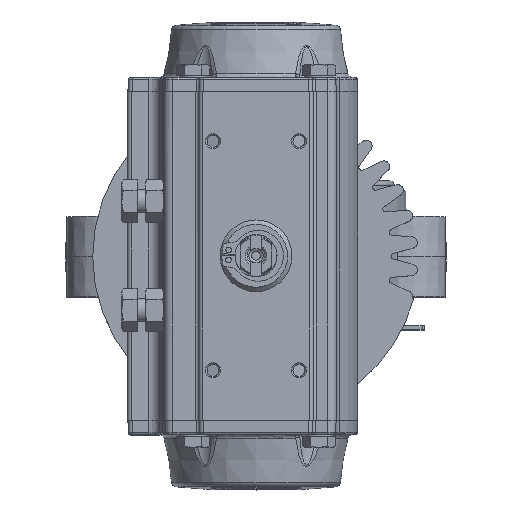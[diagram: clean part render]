
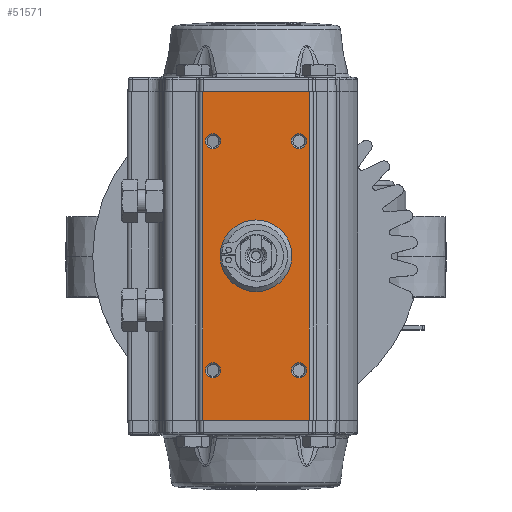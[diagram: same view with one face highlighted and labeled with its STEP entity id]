
A CAD part, top view. The second image highlights one B-rep face of the part: STEP entity #51571.
In plain terms, the highlighted planar face has unit normal (0, 0, 1).
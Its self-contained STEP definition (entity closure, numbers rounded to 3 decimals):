
#4084=CARTESIAN_POINT('',(12.5,0.,224.5));
#4085=VERTEX_POINT('',#4084);
#4086=CARTESIAN_POINT('',(0.,0.,224.5));
#4087=DIRECTION('',(0.0,0.0,-1.0));
#4088=DIRECTION('',(1.0,0.0,0.0));
#4089=AXIS2_PLACEMENT_3D('',#4086,#4087,#4088);
#4090=CIRCLE('',#4089,12.5);
#4091=EDGE_CURVE('',#4085,#4085,#4090,.T.);
#4123=CARTESIAN_POINT('',(15.,-37.35,224.5));
#4124=VERTEX_POINT('',#4123);
#4125=CARTESIAN_POINT('',(15.,-40.,224.5));
#4126=DIRECTION('',(0.0,0.0,-1.0));
#4127=DIRECTION('',(0.0,1.0,0.0));
#4128=AXIS2_PLACEMENT_3D('',#4125,#4126,#4127);
#4129=CIRCLE('',#4128,2.65);
#4130=EDGE_CURVE('',#4124,#4124,#4129,.T.);
#4151=CARTESIAN_POINT('',(-15.,-37.35,224.5));
#4152=VERTEX_POINT('',#4151);
#4153=CARTESIAN_POINT('',(-15.,-40.,224.5));
#4154=DIRECTION('',(0.0,0.0,-1.0));
#4155=DIRECTION('',(0.0,1.0,0.0));
#4156=AXIS2_PLACEMENT_3D('',#4153,#4154,#4155);
#4157=CIRCLE('',#4156,2.65);
#4158=EDGE_CURVE('',#4152,#4152,#4157,.T.);
#4179=CARTESIAN_POINT('',(-15.,42.65,224.5));
#4180=VERTEX_POINT('',#4179);
#4181=CARTESIAN_POINT('',(-15.,40.,224.5));
#4182=DIRECTION('',(0.0,0.0,-1.0));
#4183=DIRECTION('',(0.0,1.0,0.0));
#4184=AXIS2_PLACEMENT_3D('',#4181,#4182,#4183);
#4185=CIRCLE('',#4184,2.65);
#4186=EDGE_CURVE('',#4180,#4180,#4185,.T.);
#4207=CARTESIAN_POINT('',(15.,42.65,224.5));
#4208=VERTEX_POINT('',#4207);
#4209=CARTESIAN_POINT('',(15.,40.,224.5));
#4210=DIRECTION('',(0.0,0.0,-1.0));
#4211=DIRECTION('',(0.0,1.0,0.0));
#4212=AXIS2_PLACEMENT_3D('',#4209,#4210,#4211);
#4213=CIRCLE('',#4212,2.65);
#4214=EDGE_CURVE('',#4208,#4208,#4213,.T.);
#43805=CARTESIAN_POINT('',(-18.5,57.4,224.5));
#43806=VERTEX_POINT('',#43805);
#43814=CARTESIAN_POINT('',(18.5,57.4,224.5));
#43815=VERTEX_POINT('',#43814);
#43816=CARTESIAN_POINT('',(18.5,57.4,224.5));
#43817=DIRECTION('',(-1.0,0.0,0.0));
#43818=VECTOR('',#43817,37.0);
#43819=LINE('',#43816,#43818);
#43820=EDGE_CURVE('',#43815,#43806,#43819,.T.);
#44162=CARTESIAN_POINT('',(-18.5,-57.4,224.5));
#44163=VERTEX_POINT('',#44162);
#44164=CARTESIAN_POINT('',(-18.5,57.4,224.5));
#44165=DIRECTION('',(0.0,-1.0,0.0));
#44166=VECTOR('',#44165,114.8);
#44167=LINE('',#44164,#44166);
#44168=EDGE_CURVE('',#43806,#44163,#44167,.T.);
#45236=CARTESIAN_POINT('',(18.5,-57.4,224.5));
#45237=VERTEX_POINT('',#45236);
#45238=CARTESIAN_POINT('',(18.5,-57.4,224.5));
#45239=DIRECTION('',(0.0,1.0,0.0));
#45240=VECTOR('',#45239,114.8);
#45241=LINE('',#45238,#45240);
#45242=EDGE_CURVE('',#45237,#43815,#45241,.T.);
#51506=CARTESIAN_POINT('',(-18.35,-57.4,224.5));
#51507=VERTEX_POINT('',#51506);
#51526=CARTESIAN_POINT('',(-18.5,-57.4,224.5));
#51527=DIRECTION('',(0.0,0.0,1.0));
#51528=DIRECTION('',(0.0,1.0,0.0));
#51529=AXIS2_PLACEMENT_3D('',#51526,#51527,#51528);
#51530=PLANE('',#51529);
#51531=CARTESIAN_POINT('',(18.3,-57.4,224.5));
#51532=VERTEX_POINT('',#51531);
#51533=CARTESIAN_POINT('',(18.5,-57.4,224.5));
#51534=DIRECTION('',(-1.0,0.0,0.0));
#51535=VECTOR('',#51534,0.2);
#51536=LINE('',#51533,#51535);
#51537=EDGE_CURVE('',#45237,#51532,#51536,.T.);
#51538=ORIENTED_EDGE('',*,*,#51537,.F.);
#51539=ORIENTED_EDGE('',*,*,#45242,.T.);
#51540=ORIENTED_EDGE('',*,*,#43820,.T.);
#51541=ORIENTED_EDGE('',*,*,#44168,.T.);
#51542=CARTESIAN_POINT('',(-18.35,-57.4,224.5));
#51543=DIRECTION('',(-1.0,0.0,0.0));
#51544=VECTOR('',#51543,0.15);
#51545=LINE('',#51542,#51544);
#51546=EDGE_CURVE('',#51507,#44163,#51545,.T.);
#51547=ORIENTED_EDGE('',*,*,#51546,.F.);
#51548=CARTESIAN_POINT('',(-18.35,-57.4,224.5));
#51549=DIRECTION('',(1.0,0.0,0.0));
#51550=VECTOR('',#51549,36.65);
#51551=LINE('',#51548,#51550);
#51552=EDGE_CURVE('',#51507,#51532,#51551,.T.);
#51553=ORIENTED_EDGE('',*,*,#51552,.T.);
#51554=EDGE_LOOP('',(#51538,#51539,#51540,#51541,#51547,#51553));
#51555=FACE_OUTER_BOUND('',#51554,.T.);
#51556=ORIENTED_EDGE('',*,*,#4130,.T.);
#51557=EDGE_LOOP('',(#51556));
#51558=FACE_BOUND('',#51557,.T.);
#51559=ORIENTED_EDGE('',*,*,#4158,.T.);
#51560=EDGE_LOOP('',(#51559));
#51561=FACE_BOUND('',#51560,.T.);
#51562=ORIENTED_EDGE('',*,*,#4186,.T.);
#51563=EDGE_LOOP('',(#51562));
#51564=FACE_BOUND('',#51563,.T.);
#51565=ORIENTED_EDGE('',*,*,#4214,.T.);
#51566=EDGE_LOOP('',(#51565));
#51567=FACE_BOUND('',#51566,.T.);
#51568=ORIENTED_EDGE('',*,*,#4091,.T.);
#51569=EDGE_LOOP('',(#51568));
#51570=FACE_BOUND('',#51569,.T.);
#51571=ADVANCED_FACE('',(#51555,#51558,#51561,#51564,#51567,#51570),#51530,.T.);
